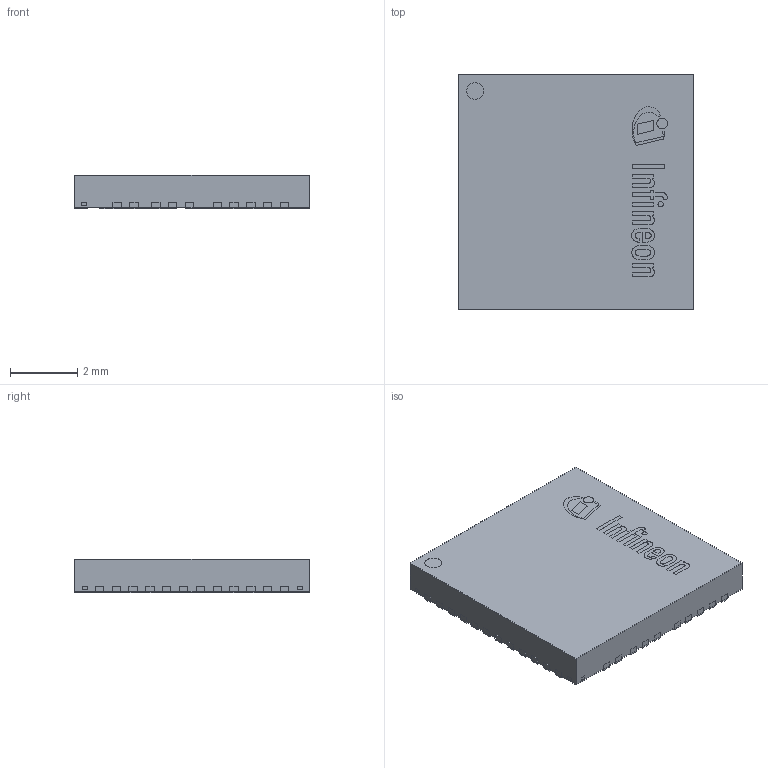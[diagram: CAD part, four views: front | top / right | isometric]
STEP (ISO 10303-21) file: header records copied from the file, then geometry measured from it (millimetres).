
FILE_DESCRIPTION(/* description */ (''),/* implementation_level */ '2;1');
FILE_NAME(/* name */ 'PG-IQFN-42-1_Z8B00190921_V01_3D.stp',/* time_stamp */ '2021-06-29T19:15:05+06:00',/* author */ ('janartha'),/* organization */ (''),/* preprocessor_version */ 'ST-DEVELOPER v16.13',/* originating_system */ 'AutoCAD Mechanical',/* authorisation */ '');
FILE_SCHEMA (('AUTOMOTIVE_DESIGN { 1 0 10303 214 3 1 1 }'));
Length unit declared in the file: millimetre
Products named in the file (1): Product
Bounding box: 7 x 7 x 1 mm (x, y, z)
Surface area: 206.8 mm2
Topology: 45 solids, 45 shells, 444 faces, 1059 edges, 706 vertices
Faces by surface type: plane 341, cylinder 85, bspline 18
Full cylindrical faces by diameter (mm): 0.157 x1, 0.315 x1, 0.5 x2
Entity records: 12912 total; most frequent: CARTESIAN_POINT 2580, ORIENTED_EDGE 2110, DIRECTION 2043, EDGE_CURVE 1055, LINE 849, VECTOR 849, VERTEX_POINT 706, AXIS2_PLACEMENT_3D 597
